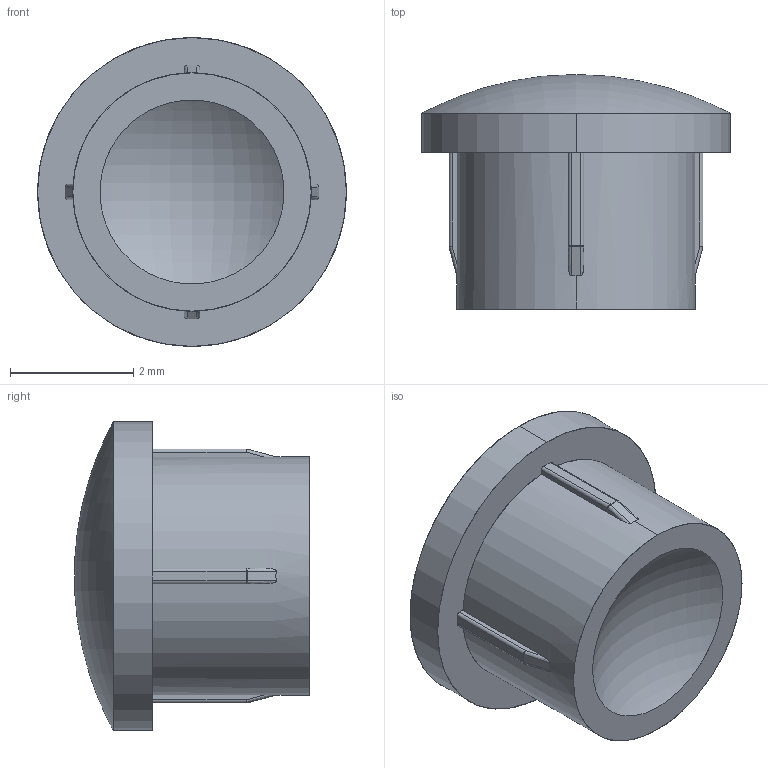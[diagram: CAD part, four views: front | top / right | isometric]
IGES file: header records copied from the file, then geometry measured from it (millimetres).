
Start section: SolidWorks IGES file using analytic representation for surfaces
Global section: file name: PDL5-L3.IGS; native system: SolidWorks 2015; preprocessor: SolidWorks 2015; author: jchiang; date: 150811.165619; units: inch
Bounding box: 5 x 3.8 x 5 mm (x, y, z)
Surface area: 83.5 mm2 (no closed solid volume)
Topology: 0 solids, 0 shells, 52 faces, 486 edges, 478 vertices
Faces by surface type: revolution 34, bspline 18
